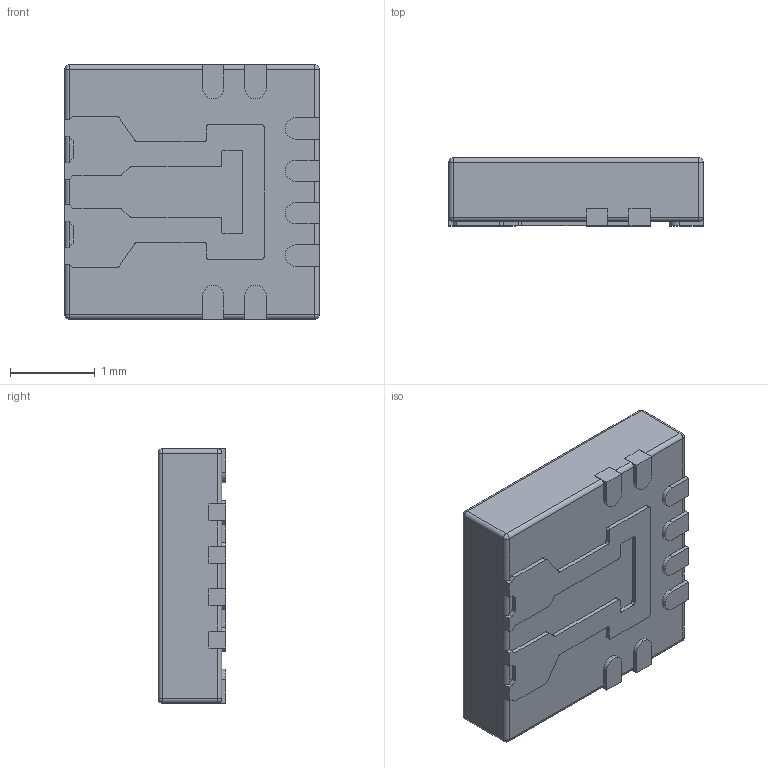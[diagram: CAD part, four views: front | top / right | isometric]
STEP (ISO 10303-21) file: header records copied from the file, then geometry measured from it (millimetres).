
FILE_DESCRIPTION (( 'STEP AP214' ), '1' );
FILE_NAME ('ACS70331EESATR-005B3.STEP', '2019-06-05T22:54:53', ( '' ), ( '' ), 'SwSTEP 2.0', 'SolidWorks 2017', '' );
FILE_SCHEMA (( 'AUTOMOTIVE_DESIGN' ));
Length unit declared in the file: millimetre
Products named in the file (1): ACS70331EESATR-005B3
Bounding box: 3 x 0.8 x 3 mm (x, y, z)
Volume: 6.9 mm3; surface area: 40.1 mm2
Topology: 11 solids, 11 shells, 259 faces, 684 edges, 440 vertices
Faces by surface type: plane 163, cylinder 88, sphere 8
Entity records: 8034 total; most frequent: CARTESIAN_POINT 1376, DIRECTION 1372, ORIENTED_EDGE 1352, EDGE_CURVE 676, VECTOR 500, LINE 500, VERTEX_POINT 440, AXIS2_PLACEMENT_3D 436
